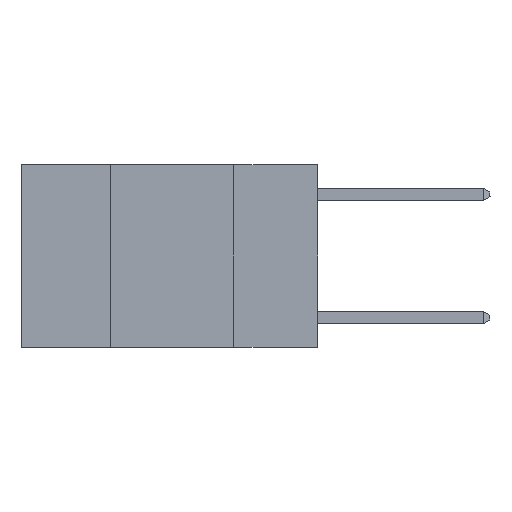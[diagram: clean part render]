
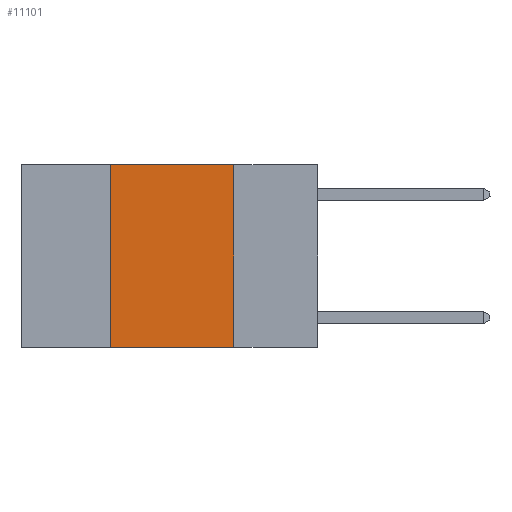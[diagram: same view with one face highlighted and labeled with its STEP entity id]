
A CAD part, left-side view. The second image highlights one B-rep face of the part: STEP entity #11101.
In plain terms, the highlighted planar face has unit normal (-1, 0, 0).
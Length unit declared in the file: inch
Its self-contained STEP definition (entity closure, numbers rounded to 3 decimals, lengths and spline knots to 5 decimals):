
#25 = VECTOR ( 'NONE', #17060, 39.37008 ) ;
#625 = VECTOR ( 'NONE', #8355, 39.37008 ) ;
#1082 = CARTESIAN_POINT ( 'NONE',  ( 0., 0.6, 0. ) ) ;
#2188 = VECTOR ( 'NONE', #9381, 39.37008 ) ;
#2999 = DIRECTION ( 'NONE',  ( 1., 0., 0. ) ) ;
#3817 = VERTEX_POINT ( 'NONE', #17703 ) ;
#4471 = VERTEX_POINT ( 'NONE', #13994 ) ;
#4717 = VERTEX_POINT ( 'NONE', #9135 ) ;
#4802 = EDGE_CURVE ( 'NONE', #3817, #10978, #17553, .T. ) ;
#5630 = CARTESIAN_POINT ( 'NONE',  ( 0., 0.6, -0.37 ) ) ;
#5638 = LINE ( 'NONE', #21192, #625 ) ;
#6745 = EDGE_CURVE ( 'NONE', #4717, #4471, #15493, .T. ) ;
#8355 = DIRECTION ( 'NONE',  ( 0., 0., -1. ) ) ;
#9131 = ORIENTED_EDGE ( 'NONE', *, *, #10356, .F. ) ;
#9135 = CARTESIAN_POINT ( 'NONE',  ( 0., 0.42, 0. ) ) ;
#9381 = DIRECTION ( 'NONE',  ( 0., -1., 0. ) ) ;
#9701 = ORIENTED_EDGE ( 'NONE', *, *, #6745, .F. ) ;
#10127 = CARTESIAN_POINT ( 'NONE',  ( 0., 0.17, -0.37 ) ) ;
#10356 = EDGE_CURVE ( 'NONE', #4471, #10978, #5638, .T. ) ;
#10978 = VERTEX_POINT ( 'NONE', #10127 ) ;
#11047 = ORIENTED_EDGE ( 'NONE', *, *, #15735, .F. ) ;
#11076 = ORIENTED_EDGE ( 'NONE', *, *, #4802, .T. ) ;
#11101 = ADVANCED_FACE ( 'NONE', ( #22576 ), #12259, .F. ) ;
#12259 = PLANE ( 'NONE',  #19795 ) ;
#13357 = CARTESIAN_POINT ( 'NONE',  ( 0., 0.6, 0. ) ) ;
#13994 = CARTESIAN_POINT ( 'NONE',  ( 0., 0.17, 0. ) ) ;
#15493 = LINE ( 'NONE', #13357, #25 ) ;
#15735 = EDGE_CURVE ( 'NONE', #3817, #4717, #18186, .T. ) ;
#15971 = DIRECTION ( 'NONE',  ( 0., 0., -1. ) ) ;
#17060 = DIRECTION ( 'NONE',  ( 0., -1., 0. ) ) ;
#17553 = LINE ( 'NONE', #5630, #2188 ) ;
#17569 = EDGE_LOOP ( 'NONE', ( #9131, #9701, #11047, #11076 ) ) ;
#17703 = CARTESIAN_POINT ( 'NONE',  ( 0., 0.42, -0.37 ) ) ;
#18186 = LINE ( 'NONE', #22250, #22483 ) ;
#19795 = AXIS2_PLACEMENT_3D ( 'NONE', #1082, #2999, #15971 ) ;
#20395 = DIRECTION ( 'NONE',  ( 0., 0., 1. ) ) ;
#21192 = CARTESIAN_POINT ( 'NONE',  ( 0., 0.17, 0. ) ) ;
#22250 = CARTESIAN_POINT ( 'NONE',  ( 0., 0.42, 0. ) ) ;
#22483 = VECTOR ( 'NONE', #20395, 39.37008 ) ;
#22576 = FACE_OUTER_BOUND ( 'NONE', #17569, .T. ) ;
